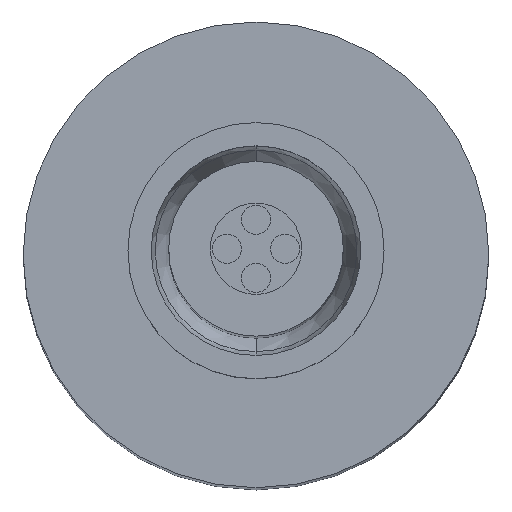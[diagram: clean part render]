
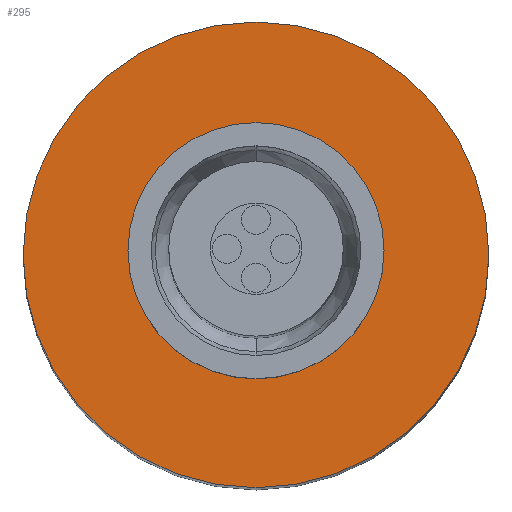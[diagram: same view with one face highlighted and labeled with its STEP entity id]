
A CAD part, top view. The second image highlights one B-rep face of the part: STEP entity #295.
In plain terms, the highlighted planar face has unit normal (0, 0, 1).
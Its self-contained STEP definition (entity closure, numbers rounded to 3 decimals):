
#25 = AXIS2_PLACEMENT_3D ( 'NONE', #975, #1267, #1436 ) ;
#28 = EDGE_CURVE ( 'NONE', #508, #2029, #641, .T. ) ;
#64 = CARTESIAN_POINT ( 'NONE',  ( 2., 0., -20. ) ) ;
#80 = DIRECTION ( 'NONE',  ( -1., 0., 0. ) ) ;
#130 = ORIENTED_EDGE ( 'NONE', *, *, #1493, .F. ) ;
#275 = EDGE_LOOP ( 'NONE', ( #856, #2214 ) ) ;
#295 = ADVANCED_FACE ( 'NONE', ( #1910, #1083 ), #1379, .F. ) ;
#329 = DIRECTION ( 'NONE',  ( 0., 0., -1. ) ) ;
#355 = DIRECTION ( 'NONE',  ( -1., 0., 0. ) ) ;
#359 = EDGE_CURVE ( 'NONE', #2029, #508, #387, .T. ) ;
#387 = CIRCLE ( 'NONE', #25, 0.5 ) ;
#508 = VERTEX_POINT ( 'NONE', #1868 ) ;
#584 = DIRECTION ( 'NONE',  ( 0., 0., -1. ) ) ;
#641 = CIRCLE ( 'NONE', #2211, 0.5 ) ;
#651 = DIRECTION ( 'NONE',  ( 0., 0., -1. ) ) ;
#829 = CARTESIAN_POINT ( 'NONE',  ( -2., 0., -20. ) ) ;
#856 = ORIENTED_EDGE ( 'NONE', *, *, #28, .T. ) ;
#975 = CARTESIAN_POINT ( 'NONE',  ( 0., 0., -20. ) ) ;
#979 = CARTESIAN_POINT ( 'NONE',  ( 0., 0., -20. ) ) ;
#1040 = CARTESIAN_POINT ( 'NONE',  ( -0.5, 0., -20. ) ) ;
#1083 = FACE_OUTER_BOUND ( 'NONE', #1641, .T. ) ;
#1257 = EDGE_CURVE ( 'NONE', #1499, #1862, #1416, .T. ) ;
#1267 = DIRECTION ( 'NONE',  ( 0., 0., -1. ) ) ;
#1270 = DIRECTION ( 'NONE',  ( 0., 0., -1. ) ) ;
#1379 = PLANE ( 'NONE',  #1543 ) ;
#1416 = CIRCLE ( 'NONE', #2082, 2. ) ;
#1436 = DIRECTION ( 'NONE',  ( -1., 0., 0. ) ) ;
#1493 = EDGE_CURVE ( 'NONE', #1862, #1499, #1626, .T. ) ;
#1499 = VERTEX_POINT ( 'NONE', #829 ) ;
#1540 = DIRECTION ( 'NONE',  ( -1., 0., 0. ) ) ;
#1543 = AXIS2_PLACEMENT_3D ( 'NONE', #1960, #584, #2086 ) ;
#1626 = CIRCLE ( 'NONE', #1701, 2. ) ;
#1641 = EDGE_LOOP ( 'NONE', ( #130, #2207 ) ) ;
#1669 = CARTESIAN_POINT ( 'NONE',  ( 0., 0., -20. ) ) ;
#1701 = AXIS2_PLACEMENT_3D ( 'NONE', #1669, #651, #355 ) ;
#1862 = VERTEX_POINT ( 'NONE', #64 ) ;
#1868 = CARTESIAN_POINT ( 'NONE',  ( 0.5, 0., -20. ) ) ;
#1910 = FACE_BOUND ( 'NONE', #275, .T. ) ;
#1960 = CARTESIAN_POINT ( 'NONE',  ( 0., 0., -20. ) ) ;
#2029 = VERTEX_POINT ( 'NONE', #1040 ) ;
#2082 = AXIS2_PLACEMENT_3D ( 'NONE', #2212, #329, #1540 ) ;
#2086 = DIRECTION ( 'NONE',  ( -1., 0., 0. ) ) ;
#2207 = ORIENTED_EDGE ( 'NONE', *, *, #1257, .F. ) ;
#2211 = AXIS2_PLACEMENT_3D ( 'NONE', #979, #1270, #80 ) ;
#2212 = CARTESIAN_POINT ( 'NONE',  ( 0., 0., -20. ) ) ;
#2214 = ORIENTED_EDGE ( 'NONE', *, *, #359, .T. ) ;
